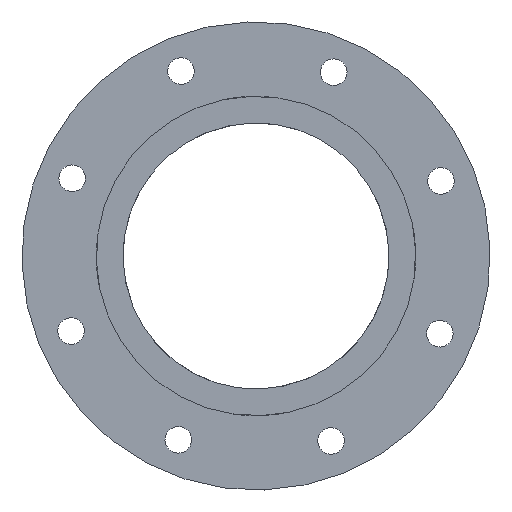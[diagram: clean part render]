
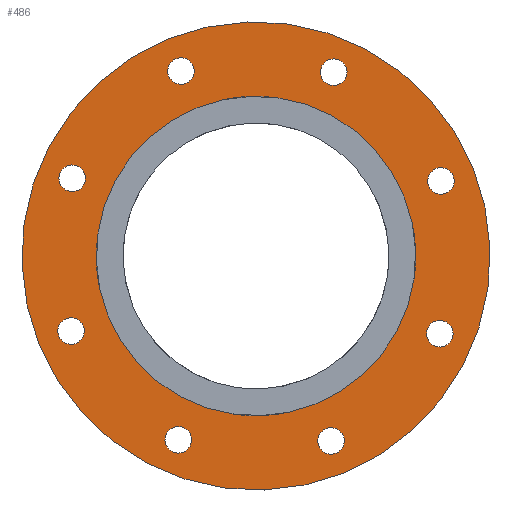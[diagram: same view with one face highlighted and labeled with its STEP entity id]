
A CAD part, front view. The second image highlights one B-rep face of the part: STEP entity #486.
In plain terms, the highlighted planar face has unit normal (0, -1, 0).
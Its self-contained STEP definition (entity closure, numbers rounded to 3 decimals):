
#49=FACE_BOUND('',#136,.T.);
#50=FACE_BOUND('',#137,.T.);
#51=FACE_BOUND('',#138,.T.);
#52=FACE_BOUND('',#139,.T.);
#53=FACE_BOUND('',#140,.T.);
#54=FACE_BOUND('',#141,.T.);
#55=FACE_BOUND('',#142,.T.);
#56=FACE_BOUND('',#143,.T.);
#57=FACE_BOUND('',#144,.T.);
#69=PLANE('',#549);
#93=FACE_OUTER_BOUND('',#135,.T.);
#135=EDGE_LOOP('',(#424));
#136=EDGE_LOOP('',(#425));
#137=EDGE_LOOP('',(#426));
#138=EDGE_LOOP('',(#427));
#139=EDGE_LOOP('',(#428));
#140=EDGE_LOOP('',(#429));
#141=EDGE_LOOP('',(#430));
#142=EDGE_LOOP('',(#431));
#143=EDGE_LOOP('',(#432));
#144=EDGE_LOOP('',(#433));
#201=CIRCLE('',#520,30.);
#202=CIRCLE('',#522,2.5);
#204=CIRCLE('',#525,2.5);
#206=CIRCLE('',#528,2.5);
#208=CIRCLE('',#532,2.5);
#210=CIRCLE('',#535,2.5);
#212=CIRCLE('',#538,2.5);
#214=CIRCLE('',#541,2.5);
#216=CIRCLE('',#544,2.5);
#218=CIRCLE('',#547,44.);
#242=VERTEX_POINT('',#1265);
#243=VERTEX_POINT('',#1269);
#245=VERTEX_POINT('',#1275);
#247=VERTEX_POINT('',#1281);
#249=VERTEX_POINT('',#1289);
#251=VERTEX_POINT('',#1295);
#253=VERTEX_POINT('',#1301);
#255=VERTEX_POINT('',#1307);
#257=VERTEX_POINT('',#1313);
#259=VERTEX_POINT('',#1319);
#293=EDGE_CURVE('',#242,#242,#201,.T.);
#294=EDGE_CURVE('',#243,#243,#202,.T.);
#297=EDGE_CURVE('',#245,#245,#204,.T.);
#300=EDGE_CURVE('',#247,#247,#206,.T.);
#304=EDGE_CURVE('',#249,#249,#208,.T.);
#307=EDGE_CURVE('',#251,#251,#210,.T.);
#310=EDGE_CURVE('',#253,#253,#212,.T.);
#313=EDGE_CURVE('',#255,#255,#214,.T.);
#316=EDGE_CURVE('',#257,#257,#216,.T.);
#319=EDGE_CURVE('',#259,#259,#218,.T.);
#424=ORIENTED_EDGE('',*,*,#319,.T.);
#425=ORIENTED_EDGE('',*,*,#293,.T.);
#426=ORIENTED_EDGE('',*,*,#316,.T.);
#427=ORIENTED_EDGE('',*,*,#313,.T.);
#428=ORIENTED_EDGE('',*,*,#310,.T.);
#429=ORIENTED_EDGE('',*,*,#307,.T.);
#430=ORIENTED_EDGE('',*,*,#304,.T.);
#431=ORIENTED_EDGE('',*,*,#300,.T.);
#432=ORIENTED_EDGE('',*,*,#297,.T.);
#433=ORIENTED_EDGE('',*,*,#294,.T.);
#486=ADVANCED_FACE('',(#93,#49,#50,#51,#52,#53,#54,#55,#56,#57),#69,.T.);
#520=AXIS2_PLACEMENT_3D('',#1267,#599,#600);
#522=AXIS2_PLACEMENT_3D('',#1270,#603,#604);
#525=AXIS2_PLACEMENT_3D('',#1276,#610,#611);
#528=AXIS2_PLACEMENT_3D('',#1282,#617,#618);
#532=AXIS2_PLACEMENT_3D('',#1290,#627,#628);
#535=AXIS2_PLACEMENT_3D('',#1296,#634,#635);
#538=AXIS2_PLACEMENT_3D('',#1302,#641,#642);
#541=AXIS2_PLACEMENT_3D('',#1308,#648,#649);
#544=AXIS2_PLACEMENT_3D('',#1314,#655,#656);
#547=AXIS2_PLACEMENT_3D('',#1320,#662,#663);
#549=AXIS2_PLACEMENT_3D('',#1324,#667,#668);
#599=DIRECTION('center_axis',(0.,1.,0.));
#600=DIRECTION('ref_axis',(0.927,0.,0.376));
#603=DIRECTION('center_axis',(0.,1.,0.));
#604=DIRECTION('ref_axis',(0.927,0.,0.376));
#610=DIRECTION('center_axis',(0.,1.,0.));
#611=DIRECTION('ref_axis',(0.927,0.,0.376));
#617=DIRECTION('center_axis',(0.,1.,0.));
#618=DIRECTION('ref_axis',(0.927,0.,0.376));
#627=DIRECTION('center_axis',(0.,1.,0.));
#628=DIRECTION('ref_axis',(0.927,0.,0.376));
#634=DIRECTION('center_axis',(0.,1.,0.));
#635=DIRECTION('ref_axis',(0.927,0.,0.376));
#641=DIRECTION('center_axis',(0.,1.,0.));
#642=DIRECTION('ref_axis',(0.927,0.,0.376));
#648=DIRECTION('center_axis',(0.,1.,0.));
#649=DIRECTION('ref_axis',(0.927,0.,0.376));
#655=DIRECTION('center_axis',(0.,1.,0.));
#656=DIRECTION('ref_axis',(0.927,0.,0.376));
#662=DIRECTION('center_axis',(0.,-1.,0.));
#663=DIRECTION('ref_axis',(0.927,0.,0.376));
#667=DIRECTION('center_axis',(0.,-1.,0.));
#668=DIRECTION('ref_axis',(0.927,0.,0.376));
#1265=CARTESIAN_POINT('',(117.694,-99.359,133.228));
#1267=CARTESIAN_POINT('Origin',(145.494,-99.359,144.506));
#1269=CARTESIAN_POINT('',(177.717,-99.359,128.963));
#1270=CARTESIAN_POINT('Origin',(180.034,-99.359,129.903));
#1275=CARTESIAN_POINT('',(157.78,-99.359,178.106));
#1276=CARTESIAN_POINT('Origin',(160.097,-99.359,179.046));
#1281=CARTESIAN_POINT('',(177.927,-99.359,157.664));
#1282=CARTESIAN_POINT('Origin',(180.243,-99.359,158.604));
#1289=CARTESIAN_POINT('',(108.428,-99.359,129.469));
#1290=CARTESIAN_POINT('Origin',(110.745,-99.359,130.409));
#1295=CARTESIAN_POINT('',(108.637,-99.359,158.169));
#1296=CARTESIAN_POINT('Origin',(110.954,-99.359,159.109));
#1301=CARTESIAN_POINT('',(157.275,-99.359,108.817));
#1302=CARTESIAN_POINT('Origin',(159.591,-99.359,109.757));
#1307=CARTESIAN_POINT('',(129.08,-99.359,178.316));
#1308=CARTESIAN_POINT('Origin',(131.396,-99.359,179.255));
#1313=CARTESIAN_POINT('',(128.574,-99.359,109.027));
#1314=CARTESIAN_POINT('Origin',(130.891,-99.359,109.966));
#1319=CARTESIAN_POINT('',(104.721,-99.359,127.965));
#1320=CARTESIAN_POINT('Origin',(145.494,-99.359,144.506));
#1324=CARTESIAN_POINT('Origin',(145.494,-99.359,144.506));
